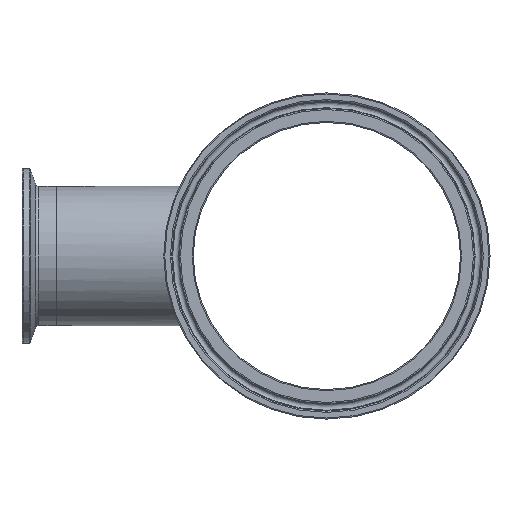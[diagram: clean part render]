
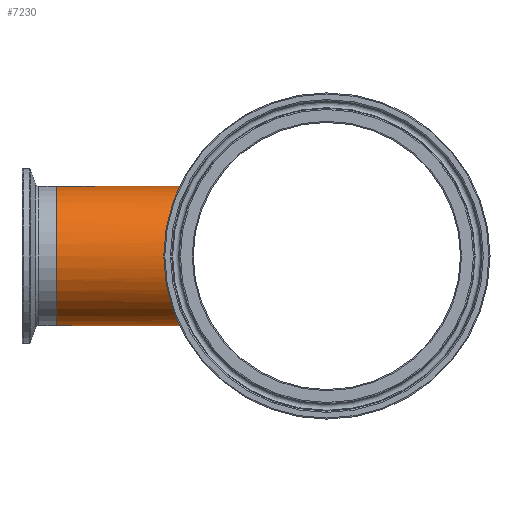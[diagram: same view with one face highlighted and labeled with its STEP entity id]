
A CAD part, left-side view. The second image highlights one B-rep face of the part: STEP entity #7230.
In plain terms, the highlighted cylindrical face has radius 25.4 mm (diameter 50.8 mm), a full revolution.
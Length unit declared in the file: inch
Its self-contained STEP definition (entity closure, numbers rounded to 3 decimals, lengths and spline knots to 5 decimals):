
#197=FACE_BOUND('',#1443,.T.);
#937=FACE_OUTER_BOUND('',#1442,.T.);
#1442=EDGE_LOOP('',(#6659));
#1443=EDGE_LOOP('',(#6660));
#1779=B_SPLINE_CURVE_WITH_KNOTS('',3,(#15487,#15488,#15489,#15490,#15491,
#15492,#15493,#15494,#15495,#15496,#15497,#15498,#15499,#15500,#15501,#15502,
#15503,#15504,#15505,#15506,#15507,#15508,#15509),.UNSPECIFIED.,.T.,.F.,
(4,1,1,1,1,1,1,1,1,1,1,1,1,1,1,1,1,1,1,1,4),(0.,0.55792,1.11583,
2.23166,2.97555,3.71944,4.46332,5.20721,
6.69499,7.43887,8.18276,8.92665,9.67053,
10.41442,11.15831,11.9022,12.64608,13.38997,
14.5058,15.06372,15.62163),.UNSPECIFIED.);
#2861=CIRCLE('',#7639,1.);
#3563=VERTEX_POINT('',#15260);
#3600=VERTEX_POINT('',#15485);
#4586=EDGE_CURVE('',#3563,#3563,#2861,.T.);
#4624=EDGE_CURVE('',#3600,#3600,#1779,.T.);
#6659=ORIENTED_EDGE('',*,*,#4586,.T.);
#6660=ORIENTED_EDGE('',*,*,#4624,.F.);
#6720=CYLINDRICAL_SURFACE('',#7713,1.);
#7230=ADVANCED_FACE('',(#937,#197),#6720,.T.);
#7639=AXIS2_PLACEMENT_3D('',#15261,#8993,#8994);
#7713=AXIS2_PLACEMENT_3D('',#15510,#9141,#9142);
#8993=DIRECTION('center_axis',(0.,-1.,0.));
#8994=DIRECTION('ref_axis',(1.,0.,0.));
#9141=DIRECTION('center_axis',(0.,-1.,0.));
#9142=DIRECTION('ref_axis',(1.,0.,0.));
#15260=CARTESIAN_POINT('',(-1.,3.875,0.));
#15261=CARTESIAN_POINT('Origin',(0.,3.875,0.));
#15485=CARTESIAN_POINT('',(0.,1.76777,1.));
#15487=CARTESIAN_POINT('Ctrl Pts',(0.,1.76776,
1.));
#15488=CARTESIAN_POINT('Ctrl Pts',(-0.0762,1.76776,
1.));
#15489=CARTESIAN_POINT('Ctrl Pts',(-0.2286,1.77917,
0.98242));
#15490=CARTESIAN_POINT('Ctrl Pts',(-0.51275,1.84051,
0.88098));
#15491=CARTESIAN_POINT('Ctrl Pts',(-0.76568,1.9421,
0.67831));
#15492=CARTESIAN_POINT('Ctrl Pts',(-0.94267,2.03094,0.37666));
#15493=CARTESIAN_POINT('Ctrl Pts',(-1.01277,2.06968,0.07772));
#15494=CARTESIAN_POINT('Ctrl Pts',(-0.98903,2.05615,-0.23066));
#15495=CARTESIAN_POINT('Ctrl Pts',(-0.83812,1.97641,
-0.60621));
#15496=CARTESIAN_POINT('Ctrl Pts',(-0.54161,1.84253,
-0.88132));
#15497=CARTESIAN_POINT('Ctrl Pts',(-0.15503,1.76536,
-1.00376));
#15498=CARTESIAN_POINT('Ctrl Pts',(0.155,1.76549,-1.00378));
#15499=CARTESIAN_POINT('Ctrl Pts',(0.44509,1.82298,-0.91193));
#15500=CARTESIAN_POINT('Ctrl Pts',(0.68971,1.90978,-0.74378));
#15501=CARTESIAN_POINT('Ctrl Pts',(0.87593,1.99617,-0.51232));
#15502=CARTESIAN_POINT('Ctrl Pts',(0.98897,2.05626,-0.23065));
#15503=CARTESIAN_POINT('Ctrl Pts',(1.0128,2.06963,0.07771));
#15504=CARTESIAN_POINT('Ctrl Pts',(0.94266,2.03096,0.37667));
#15505=CARTESIAN_POINT('Ctrl Pts',(0.76569,1.94209,0.67831));
#15506=CARTESIAN_POINT('Ctrl Pts',(0.51275,1.84052,0.88098));
#15507=CARTESIAN_POINT('Ctrl Pts',(0.22861,1.77917,0.98242));
#15508=CARTESIAN_POINT('Ctrl Pts',(0.0762,1.76776,
1.));
#15509=CARTESIAN_POINT('Ctrl Pts',(0.,1.76776,
1.));
#15510=CARTESIAN_POINT('Origin',(0.,3.875,0.));
